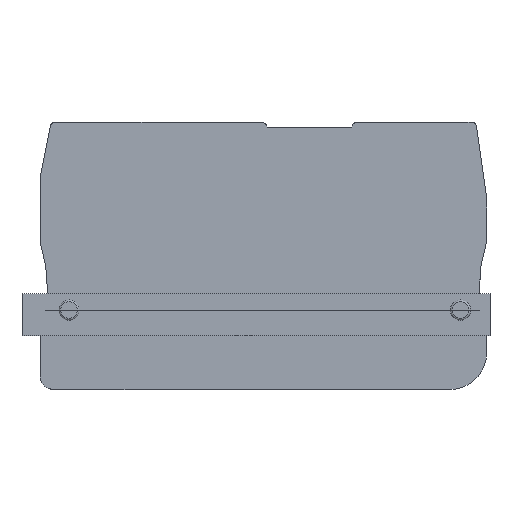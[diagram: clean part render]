
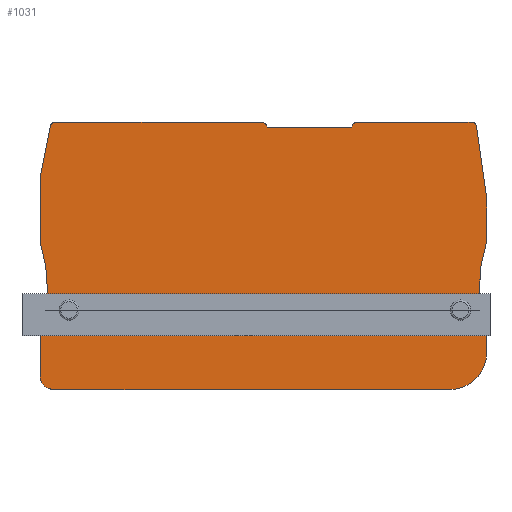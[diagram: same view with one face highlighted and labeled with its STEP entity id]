
A CAD part, top view. The second image highlights one B-rep face of the part: STEP entity #1031.
In plain terms, the highlighted planar face has unit normal (0, 0, 1).
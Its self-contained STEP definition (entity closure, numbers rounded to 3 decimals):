
#227=DIRECTION('',(-0.358,-0.934,0.));
#228=VECTOR('',#227,0.192);
#229=CARTESIAN_POINT('',(9.645,28.679,2.2));
#230=LINE('',#229,#228);
#239=CARTESIAN_POINT('',(-21.1,8.622,2.2));
#240=DIRECTION('',(0.,0.,1.));
#241=DIRECTION('',(1.,0.,0.));
#242=AXIS2_PLACEMENT_3D('',#239,#240,#241);
#244=CARTESIAN_POINT('',(-21.1,8.622,2.2));
#245=DIRECTION('',(0.,0.,1.));
#246=DIRECTION('',(-1.,0.,0.));
#247=AXIS2_PLACEMENT_3D('',#244,#245,#246);
#249=CARTESIAN_POINT('',(21.409,8.622,2.2));
#250=DIRECTION('',(0.,0.,1.));
#251=DIRECTION('',(1.,0.,0.));
#252=AXIS2_PLACEMENT_3D('',#249,#250,#251);
#254=CARTESIAN_POINT('',(21.409,8.622,2.2));
#255=DIRECTION('',(0.,0.,1.));
#256=DIRECTION('',(-1.,0.,0.));
#257=AXIS2_PLACEMENT_3D('',#254,#255,#256);
#259=DIRECTION('',(-1.,0.,0.));
#260=VECTOR('',#259,9.152);
#261=CARTESIAN_POINT('',(9.576,28.5,2.2));
#262=LINE('',#261,#260);
#263=CARTESIAN_POINT('',(10.111,28.5,2.2));
#264=DIRECTION('',(0.,0.,1.));
#265=DIRECTION('',(0.,1.,0.));
#266=AXIS2_PLACEMENT_3D('',#263,#264,#265);
#268=DIRECTION('',(-1.,0.,0.));
#269=VECTOR('',#268,12.549);
#270=CARTESIAN_POINT('',(22.66,29.,2.2));
#271=LINE('',#270,#269);
#272=CARTESIAN_POINT('',(22.66,28.5,2.2));
#273=DIRECTION('',(0.,0.,1.));
#274=DIRECTION('',(0.99,0.139,0.));
#275=AXIS2_PLACEMENT_3D('',#272,#273,#274);
#277=DIRECTION('',(-0.139,0.99,0.));
#278=VECTOR('',#277,7.797);
#279=CARTESIAN_POINT('',(24.24,20.848,2.2));
#280=LINE('',#279,#278);
#281=CARTESIAN_POINT('',(23.25,20.709,2.2));
#282=DIRECTION('',(0.,0.,1.));
#283=DIRECTION('',(1.,0.,0.));
#284=AXIS2_PLACEMENT_3D('',#281,#282,#283);
#286=DIRECTION('',(0.,1.,0.));
#287=VECTOR('',#286,4.555);
#288=CARTESIAN_POINT('',(24.25,16.154,2.2));
#289=LINE('',#288,#287);
#290=CARTESIAN_POINT('',(23.25,16.154,2.2));
#291=DIRECTION('',(0.,0.,1.));
#292=DIRECTION('',(0.953,-0.303,0.));
#293=AXIS2_PLACEMENT_3D('',#290,#291,#292);
#295=CARTESIAN_POINT('',(39.45,11.,2.2));
#296=DIRECTION('',(0.,0.,-1.));
#297=DIRECTION('',(-0.953,-0.303,0.));
#298=AXIS2_PLACEMENT_3D('',#295,#296,#297);
#300=CARTESIAN_POINT('',(23.25,5.846,2.2));
#301=DIRECTION('',(0.,0.,1.));
#302=DIRECTION('',(1.,0.,0.));
#303=AXIS2_PLACEMENT_3D('',#300,#301,#302);
#305=DIRECTION('',(0.,1.,0.));
#306=VECTOR('',#305,1.846);
#307=CARTESIAN_POINT('',(24.25,4.,2.2));
#308=LINE('',#307,#306);
#309=CARTESIAN_POINT('',(20.25,4.,2.2));
#310=DIRECTION('',(0.,0.,1.));
#311=DIRECTION('',(0.,-1.,0.));
#312=AXIS2_PLACEMENT_3D('',#309,#310,#311);
#314=DIRECTION('',(1.,0.,0.));
#315=VECTOR('',#314,43.);
#316=CARTESIAN_POINT('',(-22.75,0.,2.2));
#317=LINE('',#316,#315);
#318=CARTESIAN_POINT('',(-22.75,1.5,2.2));
#319=DIRECTION('',(0.,0.,1.));
#320=DIRECTION('',(-1.,0.,0.));
#321=AXIS2_PLACEMENT_3D('',#318,#319,#320);
#323=DIRECTION('',(0.,-1.,0.));
#324=VECTOR('',#323,4.346);
#325=CARTESIAN_POINT('',(-24.25,5.846,2.2));
#326=LINE('',#325,#324);
#327=CARTESIAN_POINT('',(-23.25,5.846,2.2));
#328=DIRECTION('',(0.,0.,1.));
#329=DIRECTION('',(-0.953,0.303,0.));
#330=AXIS2_PLACEMENT_3D('',#327,#328,#329);
#332=CARTESIAN_POINT('',(-39.45,11.,2.2));
#333=DIRECTION('',(0.,0.,-1.));
#334=DIRECTION('',(0.953,0.303,0.));
#335=AXIS2_PLACEMENT_3D('',#332,#333,#334);
#337=CARTESIAN_POINT('',(-23.25,16.154,2.2));
#338=DIRECTION('',(0.,0.,1.));
#339=DIRECTION('',(-1.,0.,0.));
#340=AXIS2_PLACEMENT_3D('',#337,#338,#339);
#342=CARTESIAN_POINT('',(-22.646,29.,2.2));
#343=CARTESIAN_POINT('',(-22.704,29.,2.2));
#344=CARTESIAN_POINT('',(-22.83,28.973,2.2));
#345=CARTESIAN_POINT('',(-22.969,28.888,2.2));
#346=CARTESIAN_POINT('',(-23.08,28.757,2.2));
#347=CARTESIAN_POINT('',(-23.119,28.655,2.2));
#348=CARTESIAN_POINT('',(-23.13,28.598,2.2));
#350=DIRECTION('',(-1.,0.,0.));
#351=VECTOR('',#350,22.535);
#352=CARTESIAN_POINT('',(-0.111,29.,2.2));
#353=LINE('',#352,#351);
#354=CARTESIAN_POINT('',(-0.111,28.5,2.2));
#355=DIRECTION('',(0.,0.,1.));
#356=DIRECTION('',(0.934,0.358,0.));
#357=AXIS2_PLACEMENT_3D('',#354,#355,#356);
#471=DIRECTION('',(-0.358,0.934,0.));
#472=VECTOR('',#471,0.192);
#473=CARTESIAN_POINT('',(0.424,28.5,2.2));
#474=LINE('',#473,#472);
#567=DIRECTION('',(0.,-1.,0.));
#568=VECTOR('',#567,6.846);
#569=CARTESIAN_POINT('',(-24.25,23.,2.2));
#570=LINE('',#569,#568);
#571=DIRECTION('',(-0.196,-0.981,0.));
#572=VECTOR('',#571,5.709);
#573=CARTESIAN_POINT('',(-23.13,28.598,2.2));
#574=LINE('',#573,#572);
#609=CARTESIAN_POINT('',(-24.25,16.154,2.2));
#610=CARTESIAN_POINT('',(-24.203,15.85,2.2));
#611=VERTEX_POINT('',#609);
#612=VERTEX_POINT('',#610);
#613=CARTESIAN_POINT('',(-24.203,6.15,2.2));
#614=VERTEX_POINT('',#613);
#615=CARTESIAN_POINT('',(-24.25,5.846,2.2));
#616=VERTEX_POINT('',#615);
#617=CARTESIAN_POINT('',(-24.25,1.5,2.2));
#618=VERTEX_POINT('',#617);
#619=CARTESIAN_POINT('',(-22.75,0.,2.2));
#620=VERTEX_POINT('',#619);
#621=CARTESIAN_POINT('',(20.25,0.,2.2));
#622=VERTEX_POINT('',#621);
#623=CARTESIAN_POINT('',(24.25,4.,2.2));
#624=VERTEX_POINT('',#623);
#625=CARTESIAN_POINT('',(24.25,5.846,2.2));
#626=VERTEX_POINT('',#625);
#627=CARTESIAN_POINT('',(24.203,6.15,2.2));
#628=VERTEX_POINT('',#627);
#629=CARTESIAN_POINT('',(24.203,15.85,2.2));
#630=VERTEX_POINT('',#629);
#631=CARTESIAN_POINT('',(24.25,16.154,2.2));
#632=VERTEX_POINT('',#631);
#633=CARTESIAN_POINT('',(24.25,20.709,2.2));
#634=VERTEX_POINT('',#633);
#635=CARTESIAN_POINT('',(24.24,20.848,2.2));
#636=VERTEX_POINT('',#635);
#637=CARTESIAN_POINT('',(23.155,28.57,2.2));
#638=VERTEX_POINT('',#637);
#647=CARTESIAN_POINT('',(0.355,28.679,2.2));
#648=CARTESIAN_POINT('',(-0.111,29.,2.2));
#649=VERTEX_POINT('',#647);
#650=VERTEX_POINT('',#648);
#651=CARTESIAN_POINT('',(10.111,29.,2.2));
#652=CARTESIAN_POINT('',(9.645,28.679,2.2));
#653=VERTEX_POINT('',#651);
#654=VERTEX_POINT('',#652);
#657=CARTESIAN_POINT('',(22.66,29.,2.2));
#658=VERTEX_POINT('',#657);
#663=VERTEX_POINT('',#342);
#664=VERTEX_POINT('',#348);
#665=CARTESIAN_POINT('',(-24.25,23.,2.2));
#667=VERTEX_POINT('',#665);
#669=CARTESIAN_POINT('',(-20.1,8.622,2.2));
#670=CARTESIAN_POINT('',(-22.1,8.622,2.2));
#671=VERTEX_POINT('',#669);
#672=VERTEX_POINT('',#670);
#673=CARTESIAN_POINT('',(22.409,8.622,2.2));
#674=CARTESIAN_POINT('',(20.409,8.622,2.2));
#675=VERTEX_POINT('',#673);
#676=VERTEX_POINT('',#674);
#725=CARTESIAN_POINT('',(9.576,28.5,2.2));
#726=VERTEX_POINT('',#725);
#727=CARTESIAN_POINT('',(0.424,28.5,2.2));
#728=VERTEX_POINT('',#727);
#964=CARTESIAN_POINT('',(0.,0.,2.2));
#965=DIRECTION('',(0.,0.,1.));
#966=DIRECTION('',(1.,0.,0.));
#967=AXIS2_PLACEMENT_3D('',#964,#965,#966);
#968=PLANE('',#967);
#970=ORIENTED_EDGE('',*,*,#969,.F.);
#971=ORIENTED_EDGE('',*,*,#956,.F.);
#972=ORIENTED_EDGE('',*,*,#945,.F.);
#974=ORIENTED_EDGE('',*,*,#973,.F.);
#976=ORIENTED_EDGE('',*,*,#975,.F.);
#978=ORIENTED_EDGE('',*,*,#977,.F.);
#980=ORIENTED_EDGE('',*,*,#979,.F.);
#982=ORIENTED_EDGE('',*,*,#981,.F.);
#984=ORIENTED_EDGE('',*,*,#983,.F.);
#986=ORIENTED_EDGE('',*,*,#985,.F.);
#988=ORIENTED_EDGE('',*,*,#987,.F.);
#990=ORIENTED_EDGE('',*,*,#989,.F.);
#992=ORIENTED_EDGE('',*,*,#991,.F.);
#994=ORIENTED_EDGE('',*,*,#993,.F.);
#996=ORIENTED_EDGE('',*,*,#995,.F.);
#998=ORIENTED_EDGE('',*,*,#997,.F.);
#1000=ORIENTED_EDGE('',*,*,#999,.F.);
#1002=ORIENTED_EDGE('',*,*,#1001,.F.);
#1004=ORIENTED_EDGE('',*,*,#1003,.F.);
#1006=ORIENTED_EDGE('',*,*,#1005,.F.);
#1008=ORIENTED_EDGE('',*,*,#1007,.F.);
#1010=ORIENTED_EDGE('',*,*,#1009,.F.);
#1012=ORIENTED_EDGE('',*,*,#1011,.F.);
#1014=ORIENTED_EDGE('',*,*,#1013,.F.);
#1016=ORIENTED_EDGE('',*,*,#1015,.F.);
#1017=EDGE_LOOP('',(#970,#971,#972,#974,#976,#978,#980,#982,#984,#986,#988,#990,
#992,#994,#996,#998,#1000,#1002,#1004,#1006,#1008,#1010,#1012,#1014,#1016));
#1018=FACE_OUTER_BOUND('',#1017,.F.);
#1020=ORIENTED_EDGE('',*,*,#1019,.T.);
#1022=ORIENTED_EDGE('',*,*,#1021,.T.);
#1023=EDGE_LOOP('',(#1020,#1022));
#1024=FACE_BOUND('',#1023,.F.);
#1026=ORIENTED_EDGE('',*,*,#1025,.T.);
#1028=ORIENTED_EDGE('',*,*,#1027,.T.);
#1029=EDGE_LOOP('',(#1026,#1028));
#1030=FACE_BOUND('',#1029,.F.);
#1031=ADVANCED_FACE('',(#1018,#1024,#1030),#968,.T.);
#243=CIRCLE('',#242,1.);
#248=CIRCLE('',#247,1.);
#253=CIRCLE('',#252,1.);
#258=CIRCLE('',#257,1.);
#267=CIRCLE('',#266,0.5);
#276=CIRCLE('',#275,0.5);
#285=CIRCLE('',#284,1.);
#294=CIRCLE('',#293,1.);
#299=CIRCLE('',#298,16.);
#304=CIRCLE('',#303,1.);
#313=CIRCLE('',#312,4.);
#322=CIRCLE('',#321,1.5);
#331=CIRCLE('',#330,1.);
#336=CIRCLE('',#335,16.);
#341=CIRCLE('',#340,1.);
#349=B_SPLINE_CURVE_WITH_KNOTS('',3,(#342,#343,#344,#345,#346,#347,#348),
.UNSPECIFIED.,.F.,.F.,(4,1,1,1,4),(0.,0.25,0.5,0.75,1.),
.UNSPECIFIED.);
#358=CIRCLE('',#357,0.5);
#945=EDGE_CURVE('',#654,#726,#230,.T.);
#956=EDGE_CURVE('',#726,#728,#262,.T.);
#969=EDGE_CURVE('',#728,#649,#474,.T.);
#973=EDGE_CURVE('',#653,#654,#267,.T.);
#975=EDGE_CURVE('',#658,#653,#271,.T.);
#977=EDGE_CURVE('',#638,#658,#276,.T.);
#979=EDGE_CURVE('',#636,#638,#280,.T.);
#981=EDGE_CURVE('',#634,#636,#285,.T.);
#983=EDGE_CURVE('',#632,#634,#289,.T.);
#985=EDGE_CURVE('',#630,#632,#294,.T.);
#987=EDGE_CURVE('',#628,#630,#299,.T.);
#989=EDGE_CURVE('',#626,#628,#304,.T.);
#991=EDGE_CURVE('',#624,#626,#308,.T.);
#993=EDGE_CURVE('',#622,#624,#313,.T.);
#995=EDGE_CURVE('',#620,#622,#317,.T.);
#997=EDGE_CURVE('',#618,#620,#322,.T.);
#999=EDGE_CURVE('',#616,#618,#326,.T.);
#1001=EDGE_CURVE('',#614,#616,#331,.T.);
#1003=EDGE_CURVE('',#612,#614,#336,.T.);
#1005=EDGE_CURVE('',#611,#612,#341,.T.);
#1007=EDGE_CURVE('',#667,#611,#570,.T.);
#1009=EDGE_CURVE('',#664,#667,#574,.T.);
#1011=EDGE_CURVE('',#663,#664,#349,.T.);
#1013=EDGE_CURVE('',#650,#663,#353,.T.);
#1015=EDGE_CURVE('',#649,#650,#358,.T.);
#1019=EDGE_CURVE('',#675,#676,#253,.T.);
#1021=EDGE_CURVE('',#676,#675,#258,.T.);
#1025=EDGE_CURVE('',#671,#672,#243,.T.);
#1027=EDGE_CURVE('',#672,#671,#248,.T.);
